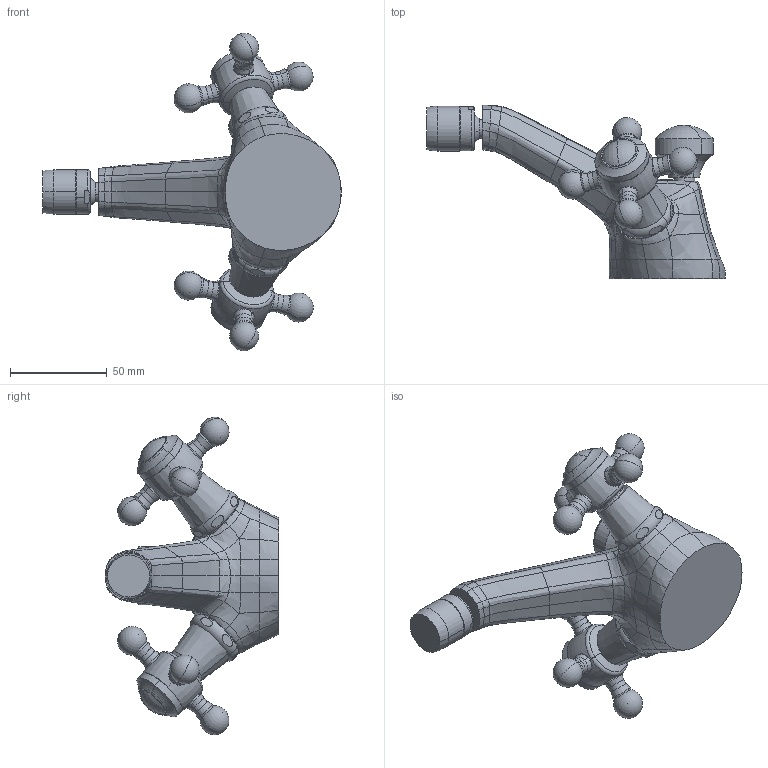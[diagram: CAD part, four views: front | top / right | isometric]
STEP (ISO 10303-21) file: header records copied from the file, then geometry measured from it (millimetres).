
FILE_DESCRIPTION (( 'STEP AP214' ), '1' );
FILE_NAME ('24510360.STEP', '2020-10-08T07:27:44', ( '' ), ( '' ), 'SwSTEP 2.0', 'SolidWorks 2020', '' );
FILE_SCHEMA (( 'AUTOMOTIVE_DESIGN' ));
Length unit declared in the file: millimetre
Products named in the file (11): Planungsmodell_Perlator-+-09.23.01.119.94-01_ _K1; Planungsmodell_Griff-+-04.20.36.002.07-02_ _K1; Planungsmodell_Griff-+-04.20.36.002.07-01_ _K1; 24510360; Planungsmodell_Kuppel-+-09.26.01.064.60-01_ _K1_21x2x8; Planungsmodell_Koerper-+-09.19.36.310-1; Planungsmodell_Gelenk-+-04.21.40.007.00-01_K1; Haube-+-09.21.02.055.90-01_-_K1; Knopf-+-09.20.36.030.90-01_-_K1; Planungsmodell_Rohr_gerade-+-28.568.780-10_ _K394_10,8x2,5
Assembly tree (13 placements, depth 3):
  24510360
    Planungsmodell_Koerper-+-09.19.36.310-1
    Planungsmodell_Gelenk-+-04.21.40.007.00-01_K1
    Haube-+-09.21.02.055.90-01_-_K1  x2
    Planungsmodell_Griff-+-04.20.36.002.07-02_ _K1
      Planungsmodell_Griff-+-04.20.36.002.07-01_ _K1
      Planungsmodell_Kuppel-+-09.26.01.064.60-01_ _K1_21x2x8
    Planungsmodell_Griff-+-04.20.36.002.07-02_ _K1
      Planungsmodell_Griff-+-04.20.36.002.07-01_ _K1
      Planungsmodell_Kuppel-+-09.26.01.064.60-01_ _K1_21x2x8
    Knopf-+-09.20.36.030.90-01_-_K1
    Planungsmodell_Perlator-+-09.23.01.119.94-01_ _K1
    Planungsmodell_Rohr_gerade-+-28.568.780-10_ _K394_10,8x2,5
Bounding box: 154.11 x 89.29 x 163.72 mm (x, y, z)
Volume: 279969.4 mm3; surface area: 49185.3 mm2
Topology: 11 solids, 19 shells, 410 faces, 891 edges, 505 vertices
Faces by surface type: bspline 160, cone 76, cylinder 61, plane 49, torus 42, sphere 22
Entity records: 18325 total; most frequent: CARTESIAN_POINT 12532, ORIENTED_EDGE 1258, DIRECTION 749, EDGE_CURVE 629, B_SPLINE_CURVE_WITH_KNOTS 379, VERTEX_POINT 358, AXIS2_PLACEMENT_3D 335, EDGE_LOOP 317
